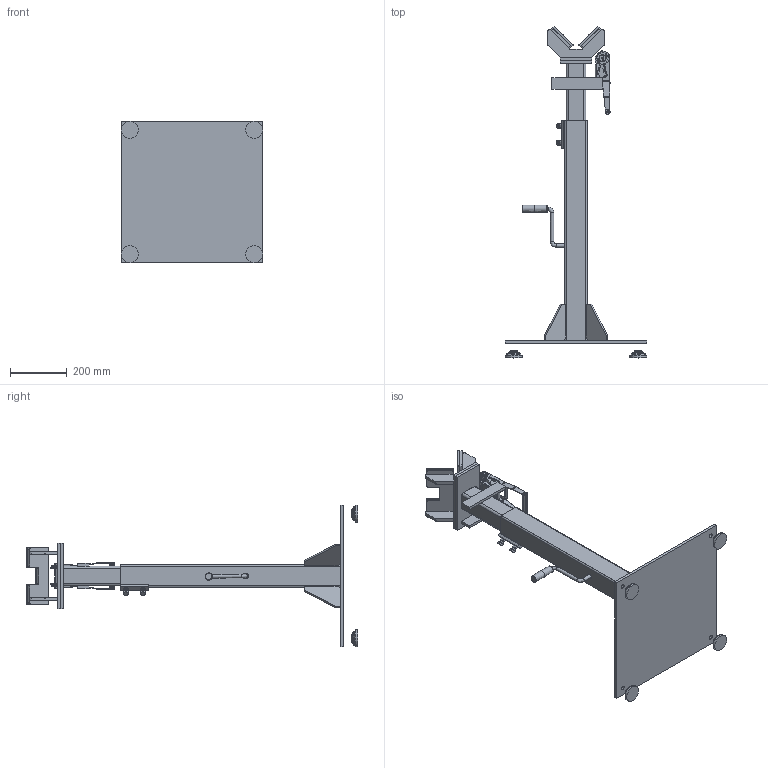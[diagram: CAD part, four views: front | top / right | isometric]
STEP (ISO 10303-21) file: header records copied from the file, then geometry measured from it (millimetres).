
FILE_DESCRIPTION (( 'STEP AP203' ), '1' );
FILE_NAME ('250714 STEP 3-400076-08_20490.STEP', '2025-07-14T03:47:38', ( '' ), ( '' ), 'SwSTEP 2.0', 'SolidWorks 2024', '' );
FILE_SCHEMA (( 'CONFIG_CONTROL_DESIGN' ));
Length unit declared in the file: millimetre
Products named in the file (1): 250714 STEP 3-400076-08_20490
Bounding box: 500 x 1172.73 x 500 mm (x, y, z)
Volume: 6014998.4 mm3; surface area: 1818922.8 mm2
Topology: 44 solids, 44 shells, 1097 faces, 2759 edges, 1762 vertices
Faces by surface type: cylinder 473, plane 461, cone 81, torus 58, bspline 20, sphere 4
Full cylindrical faces by diameter (mm): 8.5 x4, 9.6 x1, 10 x2, 12 x6, 14 x8, 18 x2, 20 x2
Entity records: 36468 total; most frequent: CARTESIAN_POINT 9767, DIRECTION 5823, ORIENTED_EDGE 5324, EDGE_CURVE 2662, AXIS2_PLACEMENT_3D 2209, VERTEX_POINT 1745, LINE 1405, VECTOR 1405
